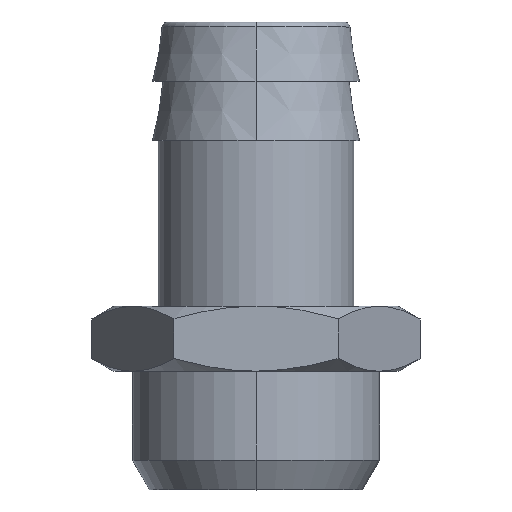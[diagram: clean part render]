
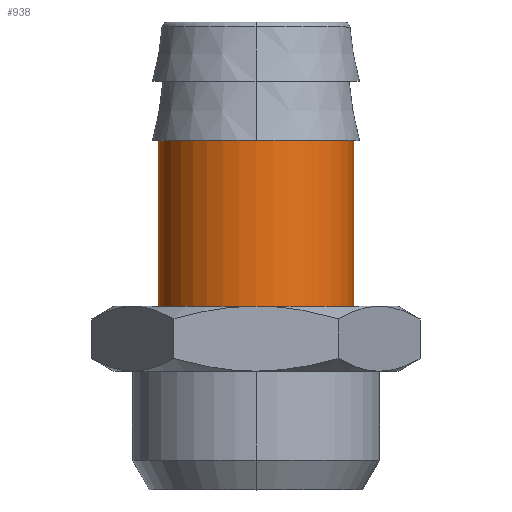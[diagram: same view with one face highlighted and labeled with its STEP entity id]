
A CAD part, top view. The second image highlights one B-rep face of the part: STEP entity #938.
In plain terms, the highlighted cylindrical face has radius 8.25 mm (diameter 16.5 mm), a partial arc.
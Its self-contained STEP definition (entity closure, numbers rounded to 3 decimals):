
#2 = VERTEX_POINT ( 'NONE', #763 ) ;
#17 = CARTESIAN_POINT ( 'NONE',  ( -8.25, 29.5, 0. ) ) ;
#34 = VERTEX_POINT ( 'NONE', #395 ) ;
#51 = AXIS2_PLACEMENT_3D ( 'NONE', #985, #802, #700 ) ;
#53 = CARTESIAN_POINT ( 'NONE',  ( -8.25, 29.5, 0. ) ) ;
#72 = CARTESIAN_POINT ( 'NONE',  ( 8.25, 29.5, 0. ) ) ;
#88 = FACE_OUTER_BOUND ( 'NONE', #811, .T. ) ;
#104 = CIRCLE ( 'NONE', #1168, 8.25 ) ;
#160 = ORIENTED_EDGE ( 'NONE', *, *, #972, .F. ) ;
#167 = DIRECTION ( 'NONE',  ( 0., 1., 0. ) ) ;
#174 = CARTESIAN_POINT ( 'NONE',  ( 0., 29.5, 0. ) ) ;
#246 = ORIENTED_EDGE ( 'NONE', *, *, #402, .F. ) ;
#249 = VECTOR ( 'NONE', #990, 1000. ) ;
#301 = AXIS2_PLACEMENT_3D ( 'NONE', #706, #1178, #619 ) ;
#324 = LINE ( 'NONE', #53, #249 ) ;
#351 = LINE ( 'NONE', #72, #789 ) ;
#379 = DIRECTION ( 'NONE',  ( 0., -1., 0. ) ) ;
#395 = CARTESIAN_POINT ( 'NONE',  ( 8.25, 15.5, 0. ) ) ;
#402 = EDGE_CURVE ( 'NONE', #647, #2, #104, .T. ) ;
#551 = CIRCLE ( 'NONE', #51, 8.25 ) ;
#619 = DIRECTION ( 'NONE',  ( 1., 0., 0. ) ) ;
#647 = VERTEX_POINT ( 'NONE', #17 ) ;
#700 = DIRECTION ( 'NONE',  ( 1., 0., 0. ) ) ;
#706 = CARTESIAN_POINT ( 'NONE',  ( 0., 29.5, 0. ) ) ;
#763 = CARTESIAN_POINT ( 'NONE',  ( 8.25, 29.5, 0. ) ) ;
#789 = VECTOR ( 'NONE', #379, 1000. ) ;
#802 = DIRECTION ( 'NONE',  ( 0., -1., 0. ) ) ;
#811 = EDGE_LOOP ( 'NONE', ( #246, #1065, #160, #908 ) ) ;
#826 = VERTEX_POINT ( 'NONE', #1158 ) ;
#834 = DIRECTION ( 'NONE',  ( 1., 0., 0. ) ) ;
#908 = ORIENTED_EDGE ( 'NONE', *, *, #1201, .F. ) ;
#938 = ADVANCED_FACE ( 'NONE', ( #88 ), #1072, .T. ) ;
#940 = EDGE_CURVE ( 'NONE', #647, #826, #324, .T. ) ;
#972 = EDGE_CURVE ( 'NONE', #34, #826, #551, .T. ) ;
#985 = CARTESIAN_POINT ( 'NONE',  ( 0., 15.5, 0. ) ) ;
#990 = DIRECTION ( 'NONE',  ( 0., -1., 0. ) ) ;
#1065 = ORIENTED_EDGE ( 'NONE', *, *, #940, .T. ) ;
#1072 = CYLINDRICAL_SURFACE ( 'NONE', #301, 8.25 ) ;
#1158 = CARTESIAN_POINT ( 'NONE',  ( -8.25, 15.5, 0. ) ) ;
#1168 = AXIS2_PLACEMENT_3D ( 'NONE', #174, #167, #834 ) ;
#1178 = DIRECTION ( 'NONE',  ( 0., -1., 0. ) ) ;
#1201 = EDGE_CURVE ( 'NONE', #2, #34, #351, .T. ) ;
